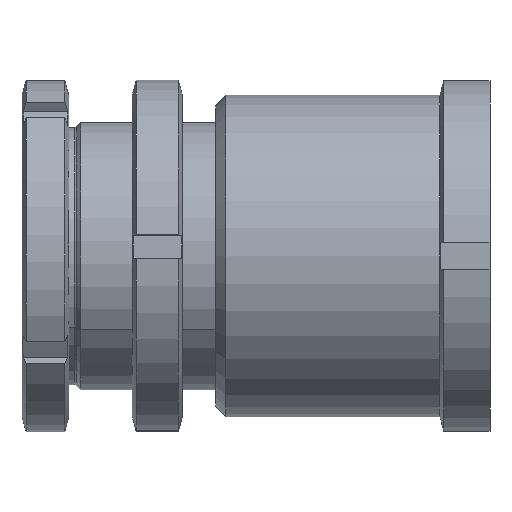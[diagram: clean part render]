
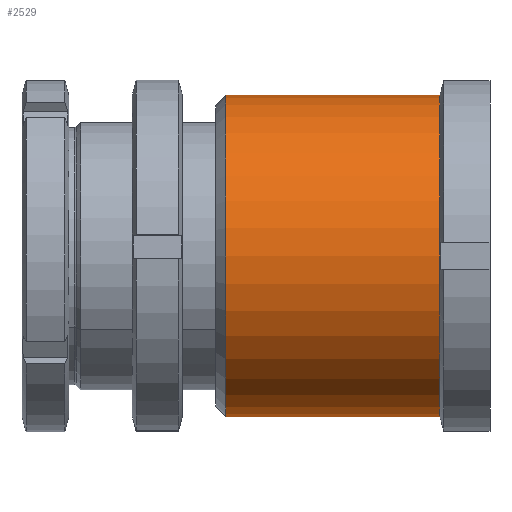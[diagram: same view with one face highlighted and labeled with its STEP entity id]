
A CAD part, left-side view. The second image highlights one B-rep face of the part: STEP entity #2529.
In plain terms, the highlighted cylindrical face has radius 48 mm (diameter 96 mm), a partial arc.
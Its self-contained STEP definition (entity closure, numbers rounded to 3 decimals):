
#65 = DIRECTION ( 'NONE',  ( 0., 1., 0. ) ) ;
#144 = EDGE_CURVE ( 'NONE', #2006, #2035, #2380, .T. ) ;
#166 = VECTOR ( 'NONE', #2401, 1000. ) ;
#217 = LINE ( 'NONE', #2668, #166 ) ;
#279 = CARTESIAN_POINT ( 'NONE',  ( 0., -3.1, -48. ) ) ;
#329 = VERTEX_POINT ( 'NONE', #1157 ) ;
#527 = DIRECTION ( 'NONE',  ( 0., 1., 0. ) ) ;
#1108 = CARTESIAN_POINT ( 'NONE',  ( 0., -67., 0. ) ) ;
#1157 = CARTESIAN_POINT ( 'NONE',  ( 0., -67., -48. ) ) ;
#1209 = EDGE_LOOP ( 'NONE', ( #1837, #3600, #3192, #2089 ) ) ;
#1249 = EDGE_CURVE ( 'NONE', #329, #2006, #2193, .T. ) ;
#1356 = DIRECTION ( 'NONE',  ( 0., -1., 0. ) ) ;
#1633 = FACE_OUTER_BOUND ( 'NONE', #1209, .T. ) ;
#1707 = CARTESIAN_POINT ( 'NONE',  ( 0., -67., 48. ) ) ;
#1837 = ORIENTED_EDGE ( 'NONE', *, *, #3141, .F. ) ;
#1893 = CARTESIAN_POINT ( 'NONE',  ( 0., 10.447, 48. ) ) ;
#1978 = CIRCLE ( 'NONE', #2248, 48. ) ;
#2006 = VERTEX_POINT ( 'NONE', #1707 ) ;
#2031 = CYLINDRICAL_SURFACE ( 'NONE', #2547, 48. ) ;
#2035 = VERTEX_POINT ( 'NONE', #2099 ) ;
#2089 = ORIENTED_EDGE ( 'NONE', *, *, #3005, .T. ) ;
#2099 = CARTESIAN_POINT ( 'NONE',  ( 0., -3.1, 48. ) ) ;
#2193 = CIRCLE ( 'NONE', #3563, 48. ) ;
#2248 = AXIS2_PLACEMENT_3D ( 'NONE', #3175, #1356, #3486 ) ;
#2346 = CARTESIAN_POINT ( 'NONE',  ( 0., 10.447, 0. ) ) ;
#2380 = LINE ( 'NONE', #1893, #2613 ) ;
#2401 = DIRECTION ( 'NONE',  ( 0., 1., 0. ) ) ;
#2529 = ADVANCED_FACE ( 'NONE', ( #1633 ), #2031, .T. ) ;
#2547 = AXIS2_PLACEMENT_3D ( 'NONE', #2346, #3489, #2990 ) ;
#2613 = VECTOR ( 'NONE', #65, 1000. ) ;
#2668 = CARTESIAN_POINT ( 'NONE',  ( 0., 10.447, -48. ) ) ;
#2990 = DIRECTION ( 'NONE',  ( 0., 0., 1. ) ) ;
#3005 = EDGE_CURVE ( 'NONE', #2035, #3377, #1978, .T. ) ;
#3141 = EDGE_CURVE ( 'NONE', #329, #3377, #217, .T. ) ;
#3175 = CARTESIAN_POINT ( 'NONE',  ( 0., -3.1, 0. ) ) ;
#3192 = ORIENTED_EDGE ( 'NONE', *, *, #144, .T. ) ;
#3241 = DIRECTION ( 'NONE',  ( 0., 0., 1. ) ) ;
#3377 = VERTEX_POINT ( 'NONE', #279 ) ;
#3486 = DIRECTION ( 'NONE',  ( 0., 0., -1. ) ) ;
#3489 = DIRECTION ( 'NONE',  ( 0., 1., 0. ) ) ;
#3563 = AXIS2_PLACEMENT_3D ( 'NONE', #1108, #527, #3241 ) ;
#3600 = ORIENTED_EDGE ( 'NONE', *, *, #1249, .T. ) ;
